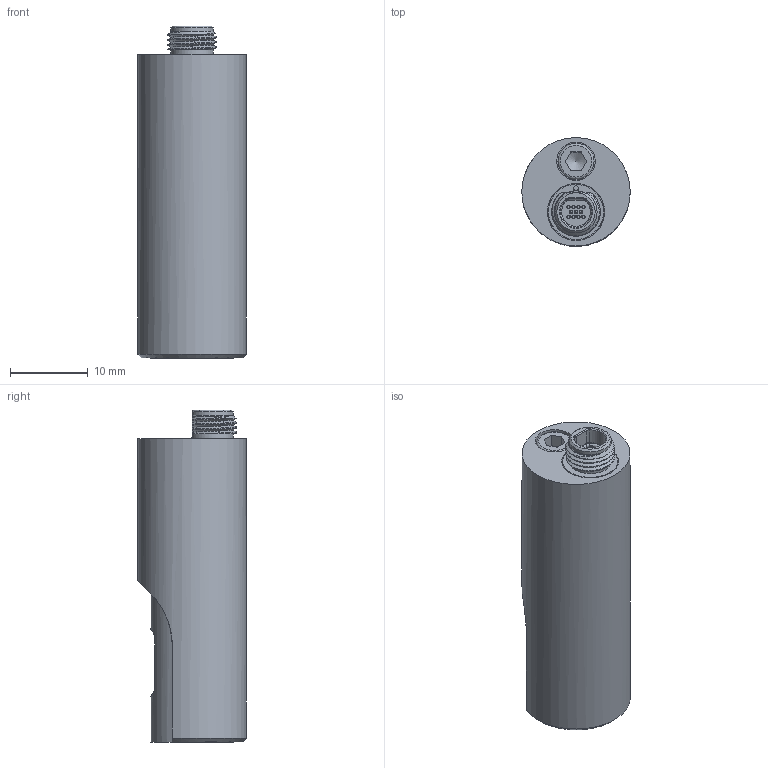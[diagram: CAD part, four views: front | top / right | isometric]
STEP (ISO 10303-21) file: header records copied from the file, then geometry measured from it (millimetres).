
FILE_DESCRIPTION(/* description */ (''),/* implementation_level */ '2;1');
FILE_NAME(/* name */ 'FSH01465.stp',/* time_stamp */ '2021-05-25T14:30:05-07:00',/* author */ ('S. MICHEL'),/* organization */ (''),/* preprocessor_version */ 'ST-DEVELOPER v18.1',/* originating_system */ 'Autodesk Inventor 2020',/* authorisation */ '');
FILE_SCHEMA (('AUTOMOTIVE_DESIGN { 1 0 10303 214 3 1 1 }'));
Length unit declared in the file: inch
Products named in the file (1): FSH01465
Bounding box: 13.97 x 13.97 x 42.8 mm (x, y, z)
Volume: 5552.9 mm3; surface area: 2522 mm2
Topology: 1 solids, 1 shells, 193 faces, 501 edges, 341 vertices
Faces by surface type: plane 72, cylinder 67, cone 19, torus 18, bspline 17
Full cylindrical faces by diameter (mm): 0.335 x11, 0.455 x11, 0.635 x1, 4.648 x1, 4.953 x1, 5.207 x1, 5.436 x1, 6.477 x1, 7.112 x1, 7.366 x1, 13.97 x1
Entity records: 9083 total; most frequent: CARTESIAN_POINT 4015, DIRECTION 1031, ORIENTED_EDGE 1000, EDGE_CURVE 500, AXIS2_PLACEMENT_3D 440, VERTEX_POINT 341, CIRCLE 260, EDGE_LOOP 227
